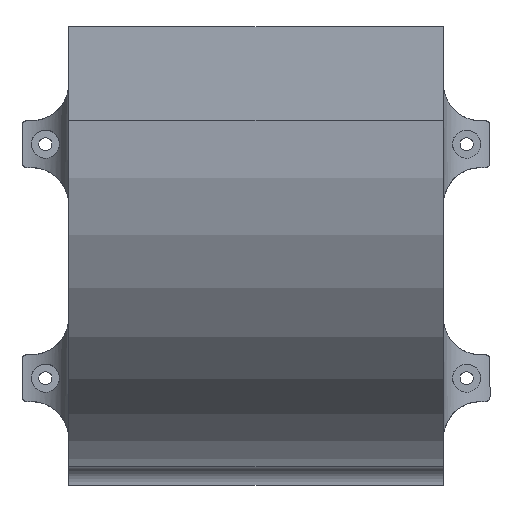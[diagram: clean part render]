
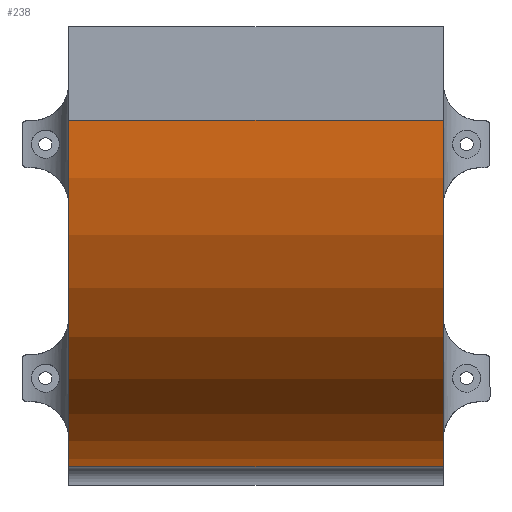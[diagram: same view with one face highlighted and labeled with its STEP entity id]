
A CAD part, top view. The second image highlights one B-rep face of the part: STEP entity #238.
In plain terms, the highlighted cylindrical face has radius 74 mm (diameter 148 mm), a partial arc.
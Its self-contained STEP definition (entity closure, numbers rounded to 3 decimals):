
#99 = CARTESIAN_POINT ( 'NONE',  ( 40., 90., 21. ) ) ;
#114 = DIRECTION ( 'NONE',  ( 1., 0., 0. ) ) ;
#138 = AXIS2_PLACEMENT_3D ( 'NONE', #99, #326, #2175 ) ;
#139 = ORIENTED_EDGE ( 'NONE', *, *, #923, .F. ) ;
#189 = DIRECTION ( 'NONE',  ( 1., 0., 0. ) ) ;
#238 = ADVANCED_FACE ( 'NONE', ( #2689 ), #2955, .T. ) ;
#261 = EDGE_CURVE ( 'NONE', #2326, #1520, #498, .T. ) ;
#290 = AXIS2_PLACEMENT_3D ( 'NONE', #1505, #114, #1735 ) ;
#321 = EDGE_LOOP ( 'NONE', ( #941, #2036, #1634, #139 ) ) ;
#326 = DIRECTION ( 'NONE',  ( 1., 0., 0. ) ) ;
#341 = DIRECTION ( 'NONE',  ( 0., 0., -1. ) ) ;
#355 = CIRCLE ( 'NONE', #371, 74. ) ;
#361 = CARTESIAN_POINT ( 'NONE',  ( -40., 90., 95. ) ) ;
#371 = AXIS2_PLACEMENT_3D ( 'NONE', #1521, #2658, #341 ) ;
#494 = LINE ( 'NONE', #1579, #1041 ) ;
#498 = CIRCLE ( 'NONE', #290, 74. ) ;
#502 = LINE ( 'NONE', #810, #2277 ) ;
#767 = VERTEX_POINT ( 'NONE', #361 ) ;
#778 = CARTESIAN_POINT ( 'NONE',  ( 40., 16.097, 24.795 ) ) ;
#810 = CARTESIAN_POINT ( 'NONE',  ( 40., 16.097, 24.795 ) ) ;
#823 = DIRECTION ( 'NONE',  ( 1., 0., 0. ) ) ;
#923 = EDGE_CURVE ( 'NONE', #767, #2326, #494, .T. ) ;
#941 = ORIENTED_EDGE ( 'NONE', *, *, #1611, .T. ) ;
#1041 = VECTOR ( 'NONE', #189, 1000. ) ;
#1369 = VERTEX_POINT ( 'NONE', #2669 ) ;
#1505 = CARTESIAN_POINT ( 'NONE',  ( 40., 90., 21. ) ) ;
#1520 = VERTEX_POINT ( 'NONE', #778 ) ;
#1521 = CARTESIAN_POINT ( 'NONE',  ( -40., 90., 21. ) ) ;
#1579 = CARTESIAN_POINT ( 'NONE',  ( -40., 90., 95. ) ) ;
#1611 = EDGE_CURVE ( 'NONE', #767, #1369, #355, .T. ) ;
#1634 = ORIENTED_EDGE ( 'NONE', *, *, #261, .F. ) ;
#1735 = DIRECTION ( 'NONE',  ( 0., 0., -1. ) ) ;
#2015 = CARTESIAN_POINT ( 'NONE',  ( 40., 90., 95. ) ) ;
#2036 = ORIENTED_EDGE ( 'NONE', *, *, #2063, .T. ) ;
#2063 = EDGE_CURVE ( 'NONE', #1369, #1520, #502, .T. ) ;
#2175 = DIRECTION ( 'NONE',  ( 0., 0., -1. ) ) ;
#2277 = VECTOR ( 'NONE', #823, 1000. ) ;
#2326 = VERTEX_POINT ( 'NONE', #2015 ) ;
#2658 = DIRECTION ( 'NONE',  ( 1., 0., 0. ) ) ;
#2669 = CARTESIAN_POINT ( 'NONE',  ( -40., 16.097, 24.795 ) ) ;
#2689 = FACE_OUTER_BOUND ( 'NONE', #321, .T. ) ;
#2955 = CYLINDRICAL_SURFACE ( 'NONE', #138, 74. ) ;
